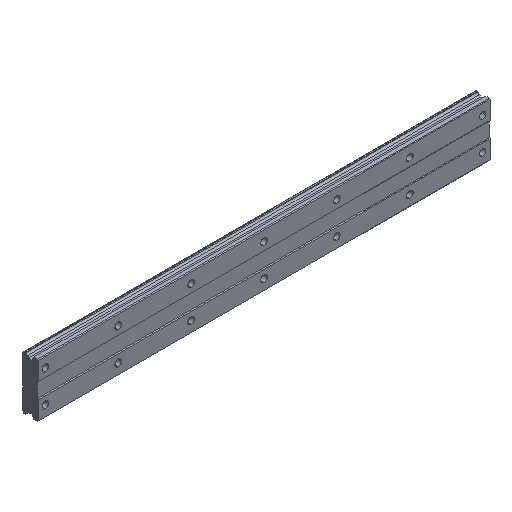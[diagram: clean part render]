
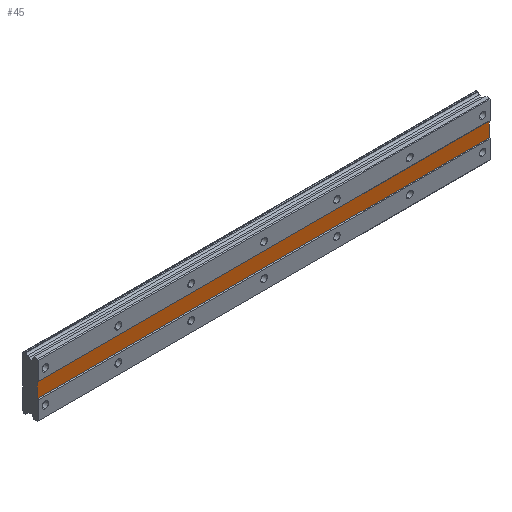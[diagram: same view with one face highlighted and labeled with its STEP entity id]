
A CAD part, isometric view. The second image highlights one B-rep face of the part: STEP entity #45.
In plain terms, the highlighted planar face has unit normal (0, -1, 0).
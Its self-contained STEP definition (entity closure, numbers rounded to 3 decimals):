
#45 = ADVANCED_FACE ( 'NONE', ( #3182 ), #57, .F. ) ;
#57 = PLANE ( 'NONE',  #2978 ) ;
#193 = CARTESIAN_POINT ( 'NONE',  ( 305., 0.5, -5. ) ) ;
#329 = DIRECTION ( 'NONE',  ( 0., 1., 0. ) ) ;
#553 = CARTESIAN_POINT ( 'NONE',  ( 305., 0.5, -5. ) ) ;
#565 = EDGE_CURVE ( 'NONE', #1267, #2659, #2850, .T. ) ;
#568 = DIRECTION ( 'NONE',  ( 0., 0., 1. ) ) ;
#649 = ORIENTED_EDGE ( 'NONE', *, *, #3023, .T. ) ;
#741 = CARTESIAN_POINT ( 'NONE',  ( 305., 0.5, 5. ) ) ;
#761 = CARTESIAN_POINT ( 'NONE',  ( 305., 0.5, 5. ) ) ;
#951 = VERTEX_POINT ( 'NONE', #2538 ) ;
#1010 = DIRECTION ( 'NONE',  ( 0., 0., -1. ) ) ;
#1094 = CARTESIAN_POINT ( 'NONE',  ( 305., 0.5, 18.34 ) ) ;
#1216 = VECTOR ( 'NONE', #2885, 1000. ) ;
#1258 = LINE ( 'NONE', #741, #2698 ) ;
#1267 = VERTEX_POINT ( 'NONE', #193 ) ;
#1545 = LINE ( 'NONE', #1094, #2370 ) ;
#1707 = EDGE_LOOP ( 'NONE', ( #1940, #2939, #649, #2202 ) ) ;
#1747 = DIRECTION ( 'NONE',  ( -1., 0., 0. ) ) ;
#1787 = VERTEX_POINT ( 'NONE', #761 ) ;
#1940 = ORIENTED_EDGE ( 'NONE', *, *, #565, .F. ) ;
#2045 = LINE ( 'NONE', #2518, #3119 ) ;
#2202 = ORIENTED_EDGE ( 'NONE', *, *, #2957, .T. ) ;
#2228 = EDGE_CURVE ( 'NONE', #1787, #1267, #1545, .T. ) ;
#2370 = VECTOR ( 'NONE', #1010, 1000. ) ;
#2437 = CARTESIAN_POINT ( 'NONE',  ( 305., 0.5, 5. ) ) ;
#2518 = CARTESIAN_POINT ( 'NONE',  ( -5., 0.5, 18.34 ) ) ;
#2532 = DIRECTION ( 'NONE',  ( 0., 0., -1. ) ) ;
#2538 = CARTESIAN_POINT ( 'NONE',  ( -5., 0.5, 5. ) ) ;
#2659 = VERTEX_POINT ( 'NONE', #2878 ) ;
#2698 = VECTOR ( 'NONE', #1747, 1000. ) ;
#2850 = LINE ( 'NONE', #553, #1216 ) ;
#2878 = CARTESIAN_POINT ( 'NONE',  ( -5., 0.5, -5. ) ) ;
#2885 = DIRECTION ( 'NONE',  ( -1., 0., 0. ) ) ;
#2939 = ORIENTED_EDGE ( 'NONE', *, *, #2228, .F. ) ;
#2957 = EDGE_CURVE ( 'NONE', #951, #2659, #2045, .T. ) ;
#2978 = AXIS2_PLACEMENT_3D ( 'NONE', #2437, #329, #568 ) ;
#3023 = EDGE_CURVE ( 'NONE', #1787, #951, #1258, .T. ) ;
#3119 = VECTOR ( 'NONE', #2532, 1000. ) ;
#3182 = FACE_OUTER_BOUND ( 'NONE', #1707, .T. ) ;
